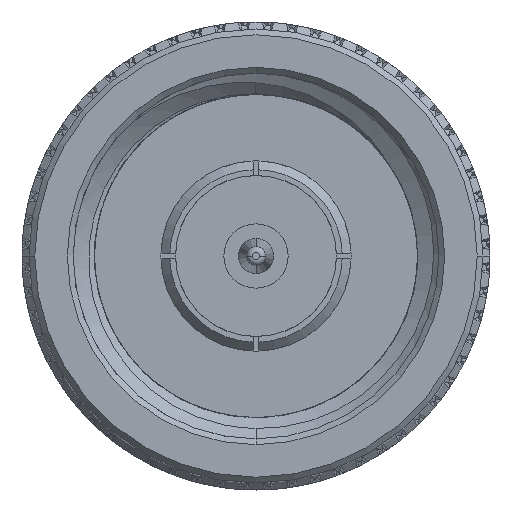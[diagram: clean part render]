
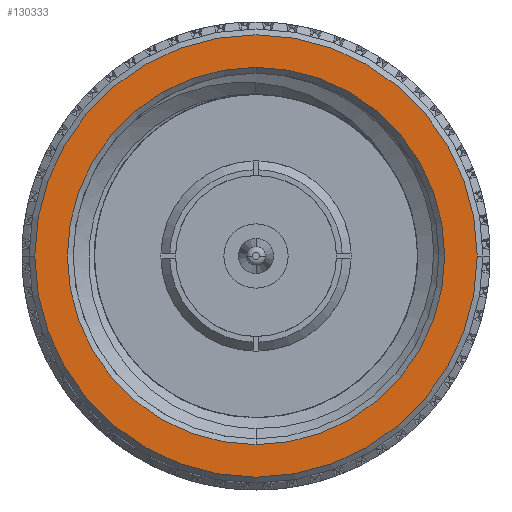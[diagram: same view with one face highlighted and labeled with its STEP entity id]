
A CAD part, left-side view. The second image highlights one B-rep face of the part: STEP entity #130333.
In plain terms, the highlighted planar face has unit normal (-1, 0, 0).
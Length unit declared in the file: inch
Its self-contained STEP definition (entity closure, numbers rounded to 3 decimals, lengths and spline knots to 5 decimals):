
#7193 = DIRECTION ( 'NONE',  ( 0., -1., 0. ) ) ;
#12556 = CARTESIAN_POINT ( 'NONE',  ( 0.28701, 0., 0. ) ) ;
#14067 = DIRECTION ( 'NONE',  ( -1., 0., 0. ) ) ;
#15741 = CARTESIAN_POINT ( 'NONE',  ( 0.28701, -0.37809, 0. ) ) ;
#19118 = VERTEX_POINT ( 'NONE', #50093 ) ;
#24296 = DIRECTION ( 'NONE',  ( 0., -1., 0. ) ) ;
#25805 = CARTESIAN_POINT ( 'NONE',  ( 0.28701, 0., 0. ) ) ;
#26704 = FACE_OUTER_BOUND ( 'NONE', #82556, .T. ) ;
#37541 = DIRECTION ( 'NONE',  ( 0., -1., 0. ) ) ;
#40065 = DIRECTION ( 'NONE',  ( 1., 0., 0. ) ) ;
#41827 = ORIENTED_EDGE ( 'NONE', *, *, #68010, .T. ) ;
#43520 = CARTESIAN_POINT ( 'NONE',  ( 0.28701, 0., -0.3225 ) ) ;
#46372 = VERTEX_POINT ( 'NONE', #43520 ) ;
#50093 = CARTESIAN_POINT ( 'NONE',  ( 0.28701, 0., 0.3225 ) ) ;
#50878 = CARTESIAN_POINT ( 'NONE',  ( 0.28701, 0., 0. ) ) ;
#52343 = DIRECTION ( 'NONE',  ( -1., 0., 0. ) ) ;
#56416 = EDGE_CURVE ( 'NONE', #19118, #46372, #126891, .T. ) ;
#63384 = DIRECTION ( 'NONE',  ( 0., -1., 0. ) ) ;
#65772 = CARTESIAN_POINT ( 'NONE',  ( 0.28701, 0.38809, 0. ) ) ;
#68010 = EDGE_CURVE ( 'NONE', #139456, #116093, #146538, .T. ) ;
#68080 = AXIS2_PLACEMENT_3D ( 'NONE', #65772, #145789, #7193 ) ;
#73308 = CARTESIAN_POINT ( 'NONE',  ( 0.28701, 0.37809, 0. ) ) ;
#76094 = CIRCLE ( 'NONE', #77137, 0.37809 ) ;
#76452 = ORIENTED_EDGE ( 'NONE', *, *, #76877, .T. ) ;
#76877 = EDGE_CURVE ( 'NONE', #46372, #19118, #118129, .T. ) ;
#77137 = AXIS2_PLACEMENT_3D ( 'NONE', #50878, #52343, #86999 ) ;
#82556 = EDGE_LOOP ( 'NONE', ( #41827, #139507 ) ) ;
#86999 = DIRECTION ( 'NONE',  ( 0., -1., 0. ) ) ;
#92573 = AXIS2_PLACEMENT_3D ( 'NONE', #12556, #14067, #24296 ) ;
#98839 = AXIS2_PLACEMENT_3D ( 'NONE', #25805, #107304, #37541 ) ;
#107304 = DIRECTION ( 'NONE',  ( 1., 0., 0. ) ) ;
#116093 = VERTEX_POINT ( 'NONE', #15741 ) ;
#118129 = CIRCLE ( 'NONE', #140133, 0.3225 ) ;
#122081 = CARTESIAN_POINT ( 'NONE',  ( 0.28701, 0., 0. ) ) ;
#126429 = ORIENTED_EDGE ( 'NONE', *, *, #56416, .T. ) ;
#126891 = CIRCLE ( 'NONE', #98839, 0.3225 ) ;
#127232 = EDGE_CURVE ( 'NONE', #116093, #139456, #76094, .T. ) ;
#130333 = ADVANCED_FACE ( 'NONE', ( #143511, #26704 ), #147283, .T. ) ;
#134707 = EDGE_LOOP ( 'NONE', ( #126429, #76452 ) ) ;
#139456 = VERTEX_POINT ( 'NONE', #73308 ) ;
#139507 = ORIENTED_EDGE ( 'NONE', *, *, #127232, .T. ) ;
#140133 = AXIS2_PLACEMENT_3D ( 'NONE', #122081, #40065, #63384 ) ;
#143511 = FACE_BOUND ( 'NONE', #134707, .T. ) ;
#145789 = DIRECTION ( 'NONE',  ( -1., 0., 0. ) ) ;
#146538 = CIRCLE ( 'NONE', #92573, 0.37809 ) ;
#147283 = PLANE ( 'NONE',  #68080 ) ;
